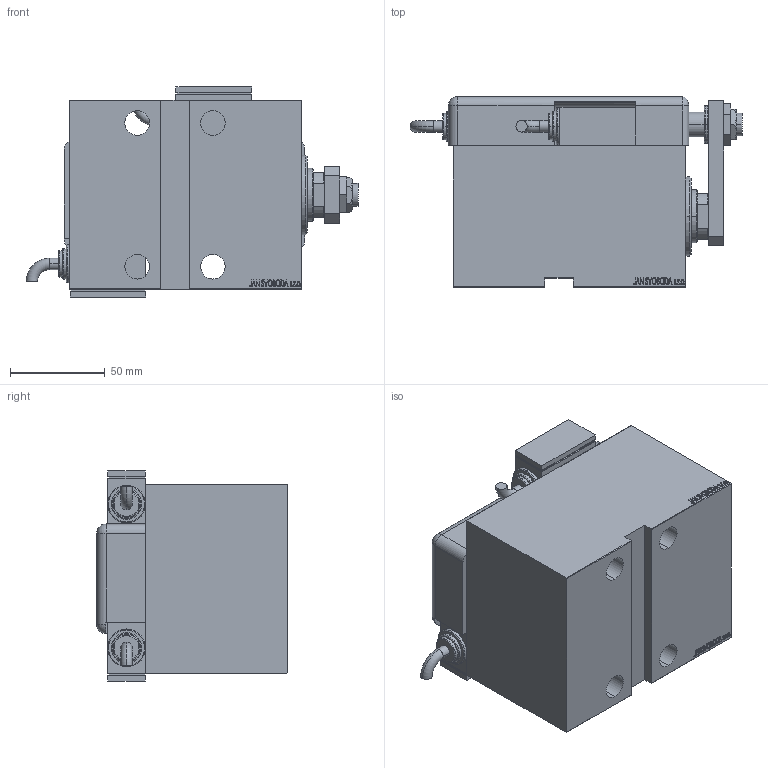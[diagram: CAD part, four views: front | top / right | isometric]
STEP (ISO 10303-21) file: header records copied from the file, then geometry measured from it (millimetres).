
FILE_DESCRIPTION (( 'STEP AP203' ), '1' );
FILE_NAME ('795e.STEP', '2024-08-30T06:56:52', ( '' ), ( '' ), 'SwSTEP 2.0', 'SolidWorks 2019', '' );
FILE_SCHEMA (( 'CONFIG_CONTROL_DESIGN' ));
Length unit declared in the file: millimetre
Products named in the file (13): 795e; V450CM_E_Body dcb407ab7526309d92c3f691527a34a6; KRYT dcb407ab7526309d92c3f691527a34a6; V450CM_E_VCP dcb407ab7526309d92c3f691527a34a6; NUT_D13 dcb407ab7526309d92c3f691527a34a6; NUT_D19 dcb407ab7526309d92c3f691527a34a6; SWITCH_Q_FRONT_BACK dcb407ab7526309d92c3f691527a34a6; ZARAZKA_Q dcb407ab7526309d92c3f691527a34a6; SWITCH DIM A_G dcb407ab7526309d92c3f691527a34a6; V450CM_VC_B dcb407ab7526309d92c3f691527a34a6; SWITCH Q dcb407ab7526309d92c3f691527a34a6; TYC dcb407ab7526309d92c3f691527a34a6; MAGNETIC SWITCH Q dcb407ab7526309d92c3f691527a34a6
Assembly tree (13 placements, depth 3):
  795e
    V450CM_E_Body dcb407ab7526309d92c3f691527a34a6
    V450CM_E_VCP dcb407ab7526309d92c3f691527a34a6
    V450CM_VC_B dcb407ab7526309d92c3f691527a34a6
    MAGNETIC SWITCH Q dcb407ab7526309d92c3f691527a34a6
      SWITCH_Q_FRONT_BACK dcb407ab7526309d92c3f691527a34a6
      TYC dcb407ab7526309d92c3f691527a34a6
      ZARAZKA_Q dcb407ab7526309d92c3f691527a34a6
      SWITCH DIM A_G dcb407ab7526309d92c3f691527a34a6
      NUT_D19 dcb407ab7526309d92c3f691527a34a6
      NUT_D13 dcb407ab7526309d92c3f691527a34a6
      KRYT dcb407ab7526309d92c3f691527a34a6
      SWITCH Q dcb407ab7526309d92c3f691527a34a6  x2
Bounding box: 175.46 x 100.8 x 111 mm (x, y, z)
Volume: 953388.8 mm3; surface area: 180461.8 mm2
Topology: 13 solids, 13 shells, 1242 faces, 3154 edges, 2083 vertices
Faces by surface type: plane 618, bspline 471, cylinder 107, cone 22, torus 22, sphere 2
Entity records: 58915 total; most frequent: CARTESIAN_POINT 31425, ORIENTED_EDGE 6112, DIRECTION 3846, EDGE_CURVE 3056, VERTEX_POINT 2023, LINE 1834, VECTOR 1834, EDGE_LOOP 1371
